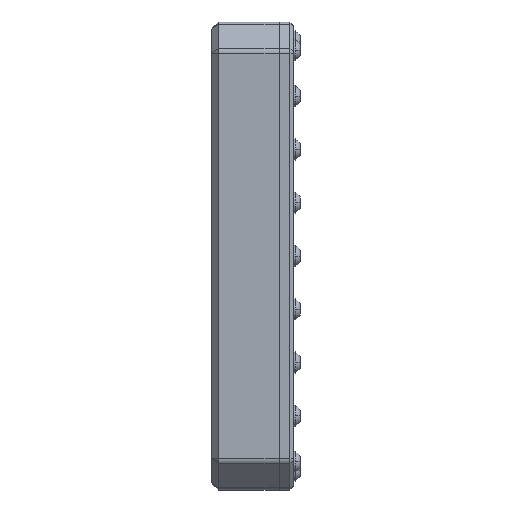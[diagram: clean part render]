
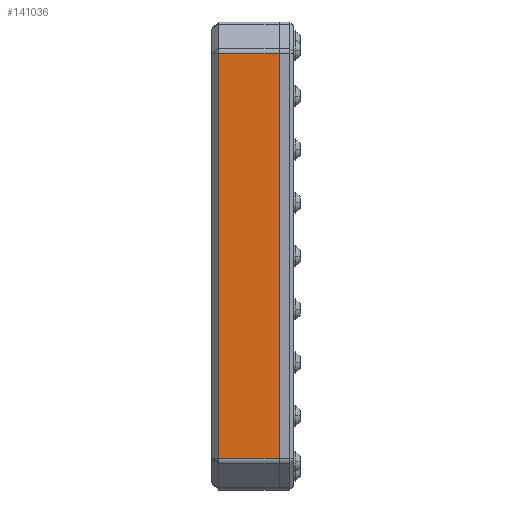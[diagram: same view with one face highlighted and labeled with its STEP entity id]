
A CAD part, left-side view. The second image highlights one B-rep face of the part: STEP entity #141036.
In plain terms, the highlighted planar face has unit normal (-1, 0, 0).
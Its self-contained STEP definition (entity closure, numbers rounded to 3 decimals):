
#132073=DIRECTION('',(0.,0.,1.));
#132074=VECTOR('',#132073,114.043);
#132075=CARTESIAN_POINT('',(-78.475,-12.04,-57.022));
#132076=LINE('',#132075,#132074);
#132866=DIRECTION('',(0.,0.,1.));
#132867=VECTOR('',#132866,114.043);
#132868=CARTESIAN_POINT('',(-78.475,5.06,-57.022));
#132869=LINE('',#132868,#132867);
#132870=DIRECTION('',(0.,1.,0.));
#132871=VECTOR('',#132870,17.1);
#132872=CARTESIAN_POINT('',(-78.475,-12.04,57.022));
#132873=LINE('',#132872,#132871);
#132874=DIRECTION('',(0.,-1.,0.));
#132875=VECTOR('',#132874,17.1);
#132876=CARTESIAN_POINT('',(-78.475,5.06,-57.022));
#132877=LINE('',#132876,#132875);
#135287=CARTESIAN_POINT('',(-78.475,-12.04,-57.022));
#135289=VERTEX_POINT('',#135287);
#135292=CARTESIAN_POINT('',(-78.475,-12.04,57.022));
#135294=VERTEX_POINT('',#135292);
#135343=CARTESIAN_POINT('',(-78.475,5.06,-57.022));
#135344=VERTEX_POINT('',#135343);
#135347=CARTESIAN_POINT('',(-78.475,5.06,57.022));
#135348=VERTEX_POINT('',#135347);
#141024=CARTESIAN_POINT('',(-78.475,7.06,-65.85));
#141025=DIRECTION('',(-1.,0.,0.));
#141026=DIRECTION('',(0.,0.,1.));
#141027=AXIS2_PLACEMENT_3D('',#141024,#141025,#141026);
#141028=PLANE('',#141027);
#141029=ORIENTED_EDGE('',*,*,#141017,.T.);
#141030=ORIENTED_EDGE('',*,*,#140993,.F.);
#141031=ORIENTED_EDGE('',*,*,#139875,.F.);
#141033=ORIENTED_EDGE('',*,*,#141032,.F.);
#141034=EDGE_LOOP('',(#141029,#141030,#141031,#141033));
#141035=FACE_OUTER_BOUND('',#141034,.F.);
#141036=ADVANCED_FACE('',(#141035),#141028,.T.);
#139875=EDGE_CURVE('',#135289,#135294,#132076,.T.);
#140993=EDGE_CURVE('',#135294,#135348,#132873,.T.);
#141017=EDGE_CURVE('',#135344,#135348,#132869,.T.);
#141032=EDGE_CURVE('',#135344,#135289,#132877,.T.);
